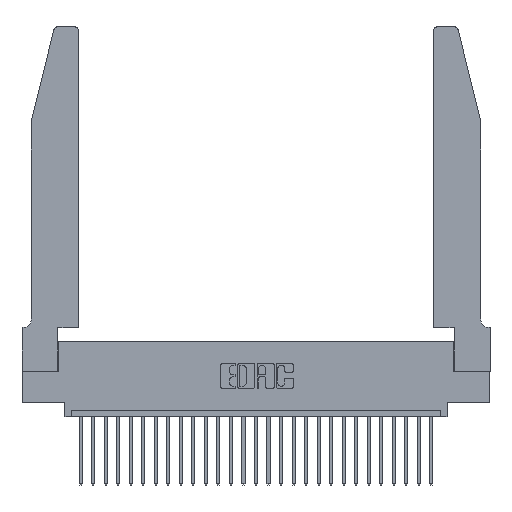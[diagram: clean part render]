
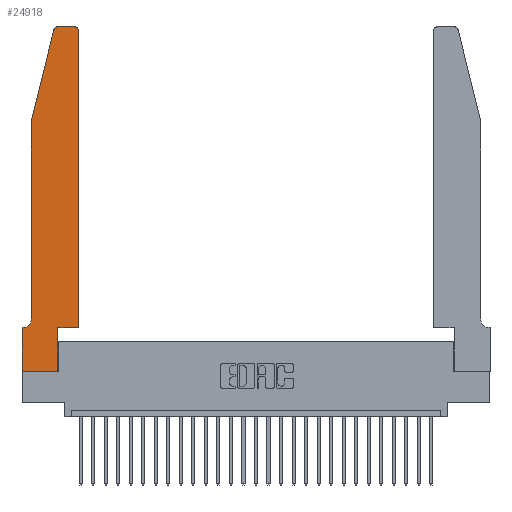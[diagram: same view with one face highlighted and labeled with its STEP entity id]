
A CAD part, top view. The second image highlights one B-rep face of the part: STEP entity #24918.
In plain terms, the highlighted planar face has unit normal (0, 0, 1).
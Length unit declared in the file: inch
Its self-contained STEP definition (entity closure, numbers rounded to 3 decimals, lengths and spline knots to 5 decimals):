
#793 = LINE ( 'NONE', #8384, #5984 ) ;
#1194 = EDGE_CURVE ( 'NONE', #27156, #3825, #19226, .T. ) ;
#1828 = EDGE_LOOP ( 'NONE', ( #13522, #26305, #7694, #10983, #8160, #9302, #9017, #9449, #12897, #15995, #14034, #27167 ) ) ;
#2319 = CARTESIAN_POINT ( 'NONE',  ( 0.4205, 2.72, 0.37 ) ) ;
#2705 = EDGE_CURVE ( 'NONE', #12737, #10782, #9192, .T. ) ;
#2942 = VERTEX_POINT ( 'NONE', #20385 ) ;
#3531 = DIRECTION ( 'NONE',  ( 1., 0., 0. ) ) ;
#3639 = DIRECTION ( 'NONE',  ( -1., 0., 0. ) ) ;
#3825 = VERTEX_POINT ( 'NONE', #18610 ) ;
#3957 = DIRECTION ( 'NONE',  ( 1., 0., 0. ) ) ;
#4399 = CARTESIAN_POINT ( 'NONE',  ( 0.284, 2.75, 0.37 ) ) ;
#4618 = CARTESIAN_POINT ( 'NONE',  ( 0.0055, 0.42, 0.37 ) ) ;
#4624 = PLANE ( 'NONE',  #17682 ) ;
#5222 = CARTESIAN_POINT ( 'NONE',  ( 0.0755, 0.35, 0.37 ) ) ;
#5356 = AXIS2_PLACEMENT_3D ( 'NONE', #12276, #14121, #3531 ) ;
#5378 = VECTOR ( 'NONE', #26856, 39.37008 ) ;
#5984 = VECTOR ( 'NONE', #25911, 39.37008 ) ;
#6374 = EDGE_CURVE ( 'NONE', #27477, #25761, #19080, .T. ) ;
#6465 = VECTOR ( 'NONE', #25708, 39.37008 ) ;
#6687 = DIRECTION ( 'NONE',  ( 0., 0., -1. ) ) ;
#7196 = EDGE_CURVE ( 'NONE', #2942, #27156, #793, .T. ) ;
#7541 = VECTOR ( 'NONE', #26081, 39.37008 ) ;
#7694 = ORIENTED_EDGE ( 'NONE', *, *, #12960, .T. ) ;
#7711 = EDGE_CURVE ( 'NONE', #10782, #27477, #25861, .T. ) ;
#8055 = CARTESIAN_POINT ( 'NONE',  ( 0.2865, 0., 0.37 ) ) ;
#8113 = CARTESIAN_POINT ( 'NONE',  ( 0.0055, 0.35, 0.37 ) ) ;
#8160 = ORIENTED_EDGE ( 'NONE', *, *, #7711, .T. ) ;
#8384 = CARTESIAN_POINT ( 'NONE',  ( 0.2605, 2.75, 0.37 ) ) ;
#9017 = ORIENTED_EDGE ( 'NONE', *, *, #12068, .T. ) ;
#9073 = VERTEX_POINT ( 'NONE', #18991 ) ;
#9152 = AXIS2_PLACEMENT_3D ( 'NONE', #4618, #6687, #3639 ) ;
#9192 = LINE ( 'NONE', #20622, #10902 ) ;
#9302 = ORIENTED_EDGE ( 'NONE', *, *, #6374, .T. ) ;
#9449 = ORIENTED_EDGE ( 'NONE', *, *, #26516, .T. ) ;
#9510 = LINE ( 'NONE', #22144, #10558 ) ;
#10098 = VERTEX_POINT ( 'NONE', #8055 ) ;
#10234 = DIRECTION ( 'NONE',  ( 0., 1., 0. ) ) ;
#10305 = CARTESIAN_POINT ( 'NONE',  ( 0.4505, 0.35, 0.37 ) ) ;
#10558 = VECTOR ( 'NONE', #11239, 39.37008 ) ;
#10750 = CARTESIAN_POINT ( 'NONE',  ( 0.2865, 0.35, 0.37 ) ) ;
#10782 = VERTEX_POINT ( 'NONE', #18560 ) ;
#10809 = VERTEX_POINT ( 'NONE', #23069 ) ;
#10902 = VECTOR ( 'NONE', #27236, 39.37008 ) ;
#10903 = DIRECTION ( 'NONE',  ( 0., 0., 1. ) ) ;
#10983 = ORIENTED_EDGE ( 'NONE', *, *, #2705, .T. ) ;
#11239 = DIRECTION ( 'NONE',  ( 0., -1., 0. ) ) ;
#11429 = VECTOR ( 'NONE', #3957, 39.37008 ) ;
#12047 = DIRECTION ( 'NONE',  ( -1., 0., 0. ) ) ;
#12068 = EDGE_CURVE ( 'NONE', #25761, #9073, #9510, .T. ) ;
#12276 = CARTESIAN_POINT ( 'NONE',  ( 0.284, 2.72, 0.37 ) ) ;
#12278 = LINE ( 'NONE', #23545, #5378 ) ;
#12545 = AXIS2_PLACEMENT_3D ( 'NONE', #2319, #10903, #23833 ) ;
#12637 = CARTESIAN_POINT ( 'NONE',  ( 0.4505, 0.35, 0.37 ) ) ;
#12693 = LINE ( 'NONE', #10750, #7541 ) ;
#12737 = VERTEX_POINT ( 'NONE', #19915 ) ;
#12897 = ORIENTED_EDGE ( 'NONE', *, *, #14770, .T. ) ;
#12960 = EDGE_CURVE ( 'NONE', #3825, #12737, #12278, .T. ) ;
#13522 = ORIENTED_EDGE ( 'NONE', *, *, #7196, .T. ) ;
#14034 = ORIENTED_EDGE ( 'NONE', *, *, #17568, .T. ) ;
#14121 = DIRECTION ( 'NONE',  ( 0., 0., 1. ) ) ;
#14770 = EDGE_CURVE ( 'NONE', #10098, #24501, #12693, .T. ) ;
#15245 = DIRECTION ( 'NONE',  ( 1., 0., 0. ) ) ;
#15995 = ORIENTED_EDGE ( 'NONE', *, *, #21791, .T. ) ;
#17568 = EDGE_CURVE ( 'NONE', #19467, #10809, #19013, .T. ) ;
#17583 = LINE ( 'NONE', #10305, #11429 ) ;
#17682 = AXIS2_PLACEMENT_3D ( 'NONE', #19793, #21969, #15245 ) ;
#18560 = CARTESIAN_POINT ( 'NONE',  ( 0.0755, 0.42, 0.37 ) ) ;
#18610 = CARTESIAN_POINT ( 'NONE',  ( 0.25487, 2.72718, 0.37 ) ) ;
#18991 = CARTESIAN_POINT ( 'NONE',  ( 0., 0., 0.37 ) ) ;
#19013 = LINE ( 'NONE', #12637, #21766 ) ;
#19080 = LINE ( 'NONE', #5222, #26271 ) ;
#19226 = CIRCLE ( 'NONE', #5356, 0.03 ) ;
#19467 = VERTEX_POINT ( 'NONE', #20686 ) ;
#19793 = CARTESIAN_POINT ( 'NONE',  ( 0., 0.35, 0.37 ) ) ;
#19915 = CARTESIAN_POINT ( 'NONE',  ( 0.0755, 2., 0.37 ) ) ;
#20385 = CARTESIAN_POINT ( 'NONE',  ( 0.4205, 2.75, 0.37 ) ) ;
#20622 = CARTESIAN_POINT ( 'NONE',  ( 0.0755, 2., 0.37 ) ) ;
#20686 = CARTESIAN_POINT ( 'NONE',  ( 0.4505, 0.35, 0.37 ) ) ;
#20772 = CARTESIAN_POINT ( 'NONE',  ( 0., 0.35, 0.37 ) ) ;
#21766 = VECTOR ( 'NONE', #10234, 39.37008 ) ;
#21791 = EDGE_CURVE ( 'NONE', #24501, #19467, #17583, .T. ) ;
#21910 = LINE ( 'NONE', #28032, #6465 ) ;
#21969 = DIRECTION ( 'NONE',  ( 0., 0., 1. ) ) ;
#22144 = CARTESIAN_POINT ( 'NONE',  ( 0., 0., 0.37 ) ) ;
#22910 = FACE_OUTER_BOUND ( 'NONE', #1828, .T. ) ;
#23069 = CARTESIAN_POINT ( 'NONE',  ( 0.4505, 2.72, 0.37 ) ) ;
#23545 = CARTESIAN_POINT ( 'NONE',  ( 0.0755, 2., 0.37 ) ) ;
#23833 = DIRECTION ( 'NONE',  ( 1., 0., 0. ) ) ;
#23927 = EDGE_CURVE ( 'NONE', #10809, #2942, #27782, .T. ) ;
#24501 = VERTEX_POINT ( 'NONE', #28434 ) ;
#24918 = ADVANCED_FACE ( 'NONE', ( #22910 ), #4624, .T. ) ;
#25708 = DIRECTION ( 'NONE',  ( 1., 0., 0. ) ) ;
#25761 = VERTEX_POINT ( 'NONE', #20772 ) ;
#25861 = CIRCLE ( 'NONE', #9152, 0.07 ) ;
#25911 = DIRECTION ( 'NONE',  ( -1., 0., 0. ) ) ;
#26081 = DIRECTION ( 'NONE',  ( 0., 1., 0. ) ) ;
#26271 = VECTOR ( 'NONE', #12047, 39.37008 ) ;
#26305 = ORIENTED_EDGE ( 'NONE', *, *, #1194, .T. ) ;
#26516 = EDGE_CURVE ( 'NONE', #9073, #10098, #21910, .T. ) ;
#26856 = DIRECTION ( 'NONE',  ( -0.239, -0.971, 0. ) ) ;
#27156 = VERTEX_POINT ( 'NONE', #4399 ) ;
#27167 = ORIENTED_EDGE ( 'NONE', *, *, #23927, .T. ) ;
#27236 = DIRECTION ( 'NONE',  ( 0., -1., 0. ) ) ;
#27477 = VERTEX_POINT ( 'NONE', #8113 ) ;
#27782 = CIRCLE ( 'NONE', #12545, 0.03 ) ;
#28032 = CARTESIAN_POINT ( 'NONE',  ( 0., 0., 0.37 ) ) ;
#28434 = CARTESIAN_POINT ( 'NONE',  ( 0.2865, 0.35, 0.37 ) ) ;
